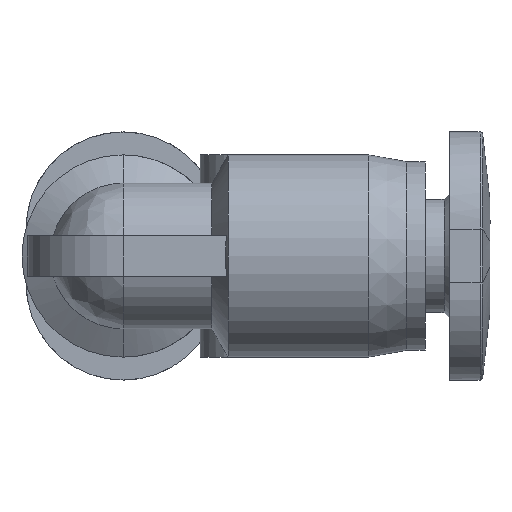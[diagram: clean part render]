
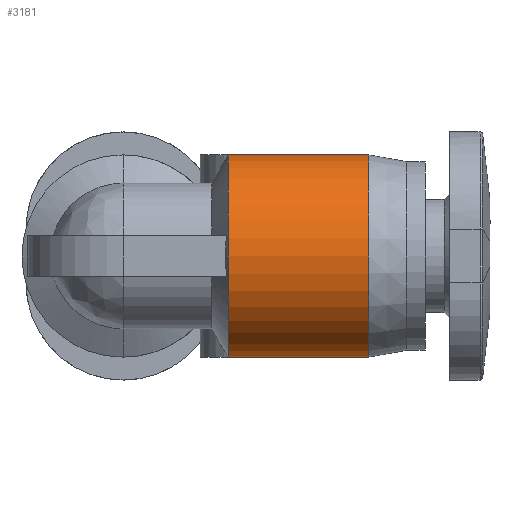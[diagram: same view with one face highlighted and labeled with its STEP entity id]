
A CAD part, left-side view. The second image highlights one B-rep face of the part: STEP entity #3181.
In plain terms, the highlighted cylindrical face has radius 3.75 mm (diameter 7.5 mm), a partial arc.
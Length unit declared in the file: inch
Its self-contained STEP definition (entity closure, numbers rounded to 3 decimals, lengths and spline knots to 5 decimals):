
#110 = DIRECTION ( 'NONE',  ( 0., 1., 0. ) ) ;
#174 = LINE ( 'NONE', #1555, #3401 ) ;
#178 = DIRECTION ( 'NONE',  ( 0., 0., 1. ) ) ;
#185 = CARTESIAN_POINT ( 'NONE',  ( 0., -0.15354, -0.14764 ) ) ;
#314 = ORIENTED_EDGE ( 'NONE', *, *, #2087, .T. ) ;
#372 = AXIS2_PLACEMENT_3D ( 'NONE', #1589, #4865, #5266 ) ;
#478 = VERTEX_POINT ( 'NONE', #3737 ) ;
#654 = CARTESIAN_POINT ( 'NONE',  ( 0., -0.35827, 0. ) ) ;
#902 = ORIENTED_EDGE ( 'NONE', *, *, #2093, .T. ) ;
#1114 = DIRECTION ( 'NONE',  ( 0., 0., 1. ) ) ;
#1273 = VERTEX_POINT ( 'NONE', #3806 ) ;
#1484 = EDGE_CURVE ( 'NONE', #478, #2106, #3605, .T. ) ;
#1555 = CARTESIAN_POINT ( 'NONE',  ( 0., -0.25591, 0.14764 ) ) ;
#1589 = CARTESIAN_POINT ( 'NONE',  ( 0., -0.25591, 0. ) ) ;
#1860 = CYLINDRICAL_SURFACE ( 'NONE', #372, 0.14764 ) ;
#1970 = DIRECTION ( 'NONE',  ( 0., 1., 0. ) ) ;
#1977 = VERTEX_POINT ( 'NONE', #3224 ) ;
#2087 = EDGE_CURVE ( 'NONE', #1977, #1273, #174, .T. ) ;
#2090 = EDGE_LOOP ( 'NONE', ( #2920, #902, #314, #5255 ) ) ;
#2093 = EDGE_CURVE ( 'NONE', #478, #1977, #4463, .T. ) ;
#2106 = VERTEX_POINT ( 'NONE', #185 ) ;
#2231 = AXIS2_PLACEMENT_3D ( 'NONE', #654, #3680, #1114 ) ;
#2501 = VECTOR ( 'NONE', #110, 39.37008 ) ;
#2799 = CARTESIAN_POINT ( 'NONE',  ( 0., -0.25591, -0.14764 ) ) ;
#2862 = DIRECTION ( 'NONE',  ( 0., -1., 0. ) ) ;
#2920 = ORIENTED_EDGE ( 'NONE', *, *, #1484, .F. ) ;
#2935 = AXIS2_PLACEMENT_3D ( 'NONE', #5224, #2862, #178 ) ;
#3014 = FACE_OUTER_BOUND ( 'NONE', #2090, .T. ) ;
#3181 = ADVANCED_FACE ( 'NONE', ( #3014 ), #1860, .T. ) ;
#3224 = CARTESIAN_POINT ( 'NONE',  ( 0., -0.35827, 0.14764 ) ) ;
#3401 = VECTOR ( 'NONE', #1970, 39.37008 ) ;
#3605 = LINE ( 'NONE', #2799, #2501 ) ;
#3680 = DIRECTION ( 'NONE',  ( 0., 1., 0. ) ) ;
#3737 = CARTESIAN_POINT ( 'NONE',  ( 0., -0.35827, -0.14764 ) ) ;
#3806 = CARTESIAN_POINT ( 'NONE',  ( 0., -0.15354, 0.14764 ) ) ;
#4085 = CIRCLE ( 'NONE', #2935, 0.14764 ) ;
#4463 = CIRCLE ( 'NONE', #2231, 0.14764 ) ;
#4865 = DIRECTION ( 'NONE',  ( 0., 1., 0. ) ) ;
#5224 = CARTESIAN_POINT ( 'NONE',  ( 0., -0.15354, 0. ) ) ;
#5249 = EDGE_CURVE ( 'NONE', #1273, #2106, #4085, .T. ) ;
#5255 = ORIENTED_EDGE ( 'NONE', *, *, #5249, .T. ) ;
#5266 = DIRECTION ( 'NONE',  ( 0., 0., 1. ) ) ;
